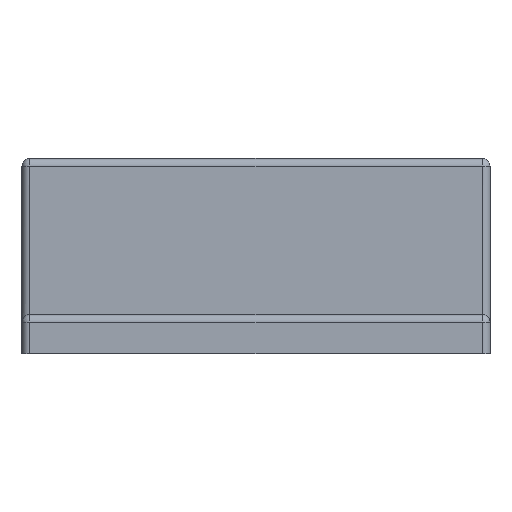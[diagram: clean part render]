
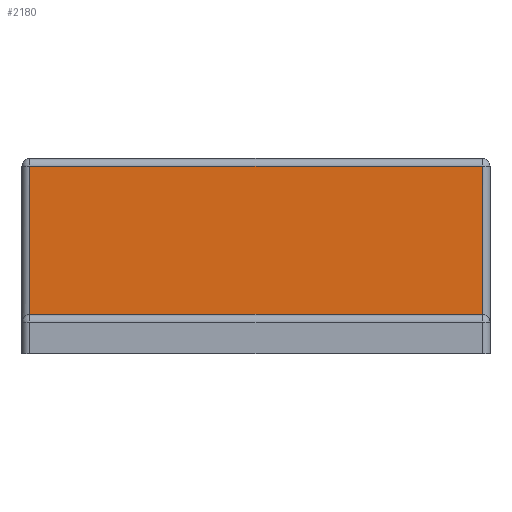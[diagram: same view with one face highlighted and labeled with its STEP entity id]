
A CAD part, front view. The second image highlights one B-rep face of the part: STEP entity #2180.
In plain terms, the highlighted planar face has unit normal (0, -1, 0).
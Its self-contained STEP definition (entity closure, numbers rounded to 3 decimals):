
#714 = VERTEX_POINT('',#715);
#715 = CARTESIAN_POINT('',(-29.,20.1,24.));
#722 = EDGE_CURVE('',#714,#723,#725,.T.);
#723 = VERTEX_POINT('',#724);
#724 = CARTESIAN_POINT('',(29.,20.1,24.));
#725 = LINE('',#726,#727);
#726 = CARTESIAN_POINT('',(-30.,20.1,24.));
#727 = VECTOR('',#728,1.);
#728 = DIRECTION('',(1.,0.,0.));
#2180 = ADVANCED_FACE('',(#2181),#2206,.F.);
#2181 = FACE_BOUND('',#2182,.F.);
#2182 = EDGE_LOOP('',(#2183,#2193,#2199,#2200));
#2183 = ORIENTED_EDGE('',*,*,#2184,.T.);
#2184 = EDGE_CURVE('',#2185,#2187,#2189,.T.);
#2185 = VERTEX_POINT('',#2186);
#2186 = CARTESIAN_POINT('',(29.,20.1,5.));
#2187 = VERTEX_POINT('',#2188);
#2188 = CARTESIAN_POINT('',(-29.,20.1,5.));
#2189 = LINE('',#2190,#2191);
#2190 = CARTESIAN_POINT('',(-15.,20.1,5.));
#2191 = VECTOR('',#2192,1.);
#2192 = DIRECTION('',(-1.,0.,0.));
#2193 = ORIENTED_EDGE('',*,*,#2194,.T.);
#2194 = EDGE_CURVE('',#2187,#714,#2195,.T.);
#2195 = LINE('',#2196,#2197);
#2196 = CARTESIAN_POINT('',(-29.,20.1,5.));
#2197 = VECTOR('',#2198,1.);
#2198 = DIRECTION('',(0.,0.,1.));
#2199 = ORIENTED_EDGE('',*,*,#722,.T.);
#2200 = ORIENTED_EDGE('',*,*,#2201,.F.);
#2201 = EDGE_CURVE('',#2185,#723,#2202,.T.);
#2202 = LINE('',#2203,#2204);
#2203 = CARTESIAN_POINT('',(29.,20.1,5.));
#2204 = VECTOR('',#2205,1.);
#2205 = DIRECTION('',(0.,0.,1.));
#2206 = PLANE('',#2207);
#2207 = AXIS2_PLACEMENT_3D('',#2208,#2209,#2210);
#2208 = CARTESIAN_POINT('',(-30.,20.1,0.));
#2209 = DIRECTION('',(0.,1.,0.));
#2210 = DIRECTION('',(1.,0.,0.));
